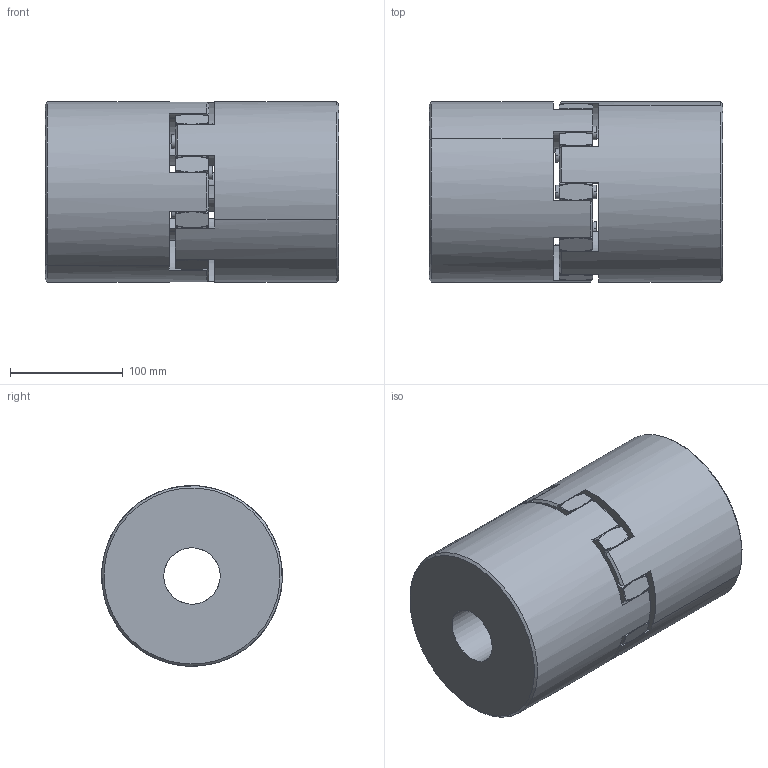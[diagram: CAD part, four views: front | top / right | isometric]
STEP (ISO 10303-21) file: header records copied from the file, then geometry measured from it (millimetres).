
FILE_DESCRIPTION((''),'2;1');
FILE_NAME('CJ75-90-2BX_ASM','2013-02-28T',('ppetruska'),(''),'PRO/ENGINEER BY PARAMETRIC TECHNOLOGY CORPORATION, 2012480','PRO/ENGINEER BY PARAMETRIC TECHNOLOGY CORPORATION, 2012480','');
FILE_SCHEMA(('CONFIG_CONTROL_DESIGN'));
Length unit declared in the file: millimetre
Products named in the file (3): CJ75-90-SPIDER; CJ75-90-HUB-BX; CJ75-90-2BX_ASM
Assembly tree (3 placements, depth 2):
  CJ75-90-2BX_ASM
    CJ75-90-SPIDER
    CJ75-90-HUB-BX  x2
Bounding box: 260 x 159.93 x 159.9 mm (x, y, z)
Volume: 4442837.7 mm3; surface area: 310692.3 mm2
Topology: 3 solids, 3 shells, 463 faces, 1057 edges, 610 vertices
Faces by surface type: bspline 251, cylinder 164, plane 36, cone 12
Entity records: 21143 total; most frequent: CARTESIAN_POINT 13488, ORIENTED_EDGE 1926, DIRECTION 1062, EDGE_CURVE 963, VERTEX_POINT 548, B_SPLINE_CURVE_WITH_KNOTS 531, AXIS2_PLACEMENT_3D 446, EDGE_LOOP 443
